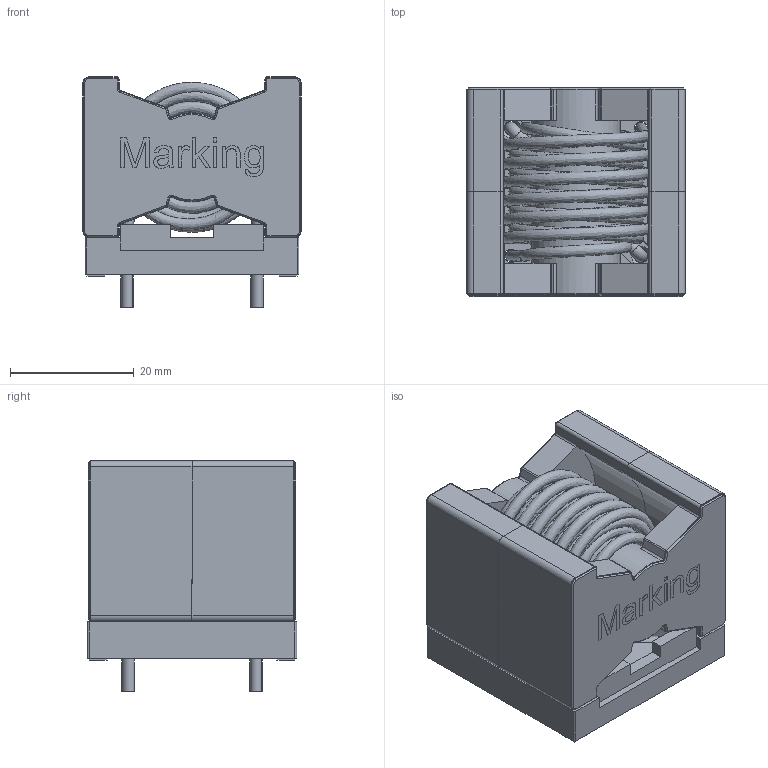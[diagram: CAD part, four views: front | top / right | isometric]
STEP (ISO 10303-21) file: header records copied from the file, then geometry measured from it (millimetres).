
FILE_DESCRIPTION(/* description */ (''),/* implementation_level */ '2;1');
FILE_NAME(/* name */ '3533_7443783533xxx_1,8 wire',/* time_stamp */ '2018-10-12T11:59:37+02:00',/* author */ ('WJ'),/* organization */ ('WÃ¼rth Elektronik eiSos GmbH & Co. KG'),/* preprocessor_version */ 'ST-DEVELOPER v16.7',/* originating_system */ 'DEX',/* authorisation */ $);
FILE_SCHEMA (('AUTOMOTIVE_DESIGN {1 0 10303 214 3 1 1}'));
Length unit declared in the file: millimetre
Products named in the file (6): 3533_7443783533xxx_1,8 wire; Base_3533-PM9820; Core_PQ35.2-33.5A; Coil; Pin; Marking
Assembly tree (6 placements, depth 2):
  3533_7443783533xxx_1,8 wire
    Base_3533-PM9820
    Core_PQ35.2-33.5A  x2
    Coil
    Pin
    Marking
Bounding box: 35.2 x 33.8 x 37.2 mm (x, y, z)
Volume: 23454.9 mm3; surface area: 18279.1 mm2
Topology: 13 solids, 13 shells, 466 faces, 1268 edges, 805 vertices
Faces by surface type: plane 282, cylinder 113, cone 46, bspline 23, torus 2
Full cylindrical faces by diameter (mm): 1.8 x2, 2 x3, 2.2 x4, 14.4 x2
Entity records: 13595 total; most frequent: CARTESIAN_POINT 5462, ORIENTED_EDGE 1664, DIRECTION 1494, EDGE_CURVE 832, VERTEX_POINT 550, LINE 536, VECTOR 536, AXIS2_PLACEMENT_3D 479
